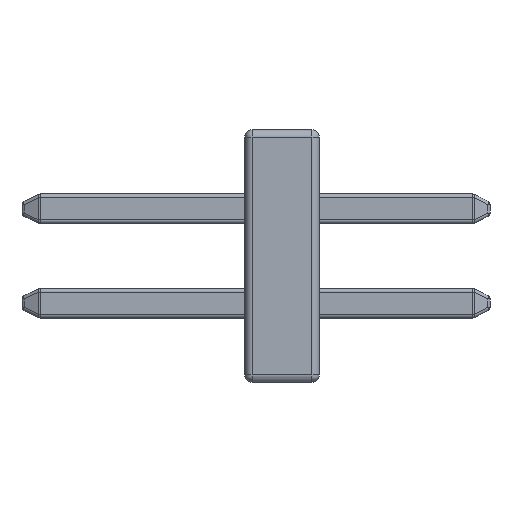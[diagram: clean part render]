
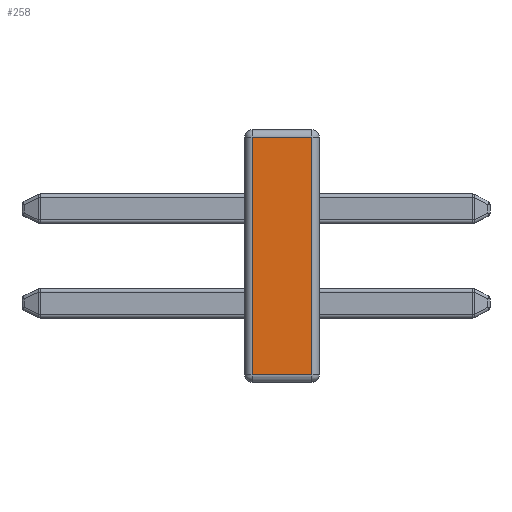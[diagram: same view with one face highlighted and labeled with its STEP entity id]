
A CAD part, left-side view. The second image highlights one B-rep face of the part: STEP entity #258.
In plain terms, the highlighted planar face has unit normal (-1, 0, 0).
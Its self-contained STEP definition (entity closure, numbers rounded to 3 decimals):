
#183 = CARTESIAN_POINT ( 'NONE',  ( -0.635, 0.4, -1.7 ) ) ;
#258 = ADVANCED_FACE ( 'NONE', ( #5321 ), #5197, .F. ) ;
#531 = CARTESIAN_POINT ( 'NONE',  ( -0.635, -0.4, -1.6 ) ) ;
#622 = DIRECTION ( 'NONE',  ( 0., 0., -1. ) ) ;
#843 = ORIENTED_EDGE ( 'NONE', *, *, #2115, .T. ) ;
#978 = VERTEX_POINT ( 'NONE', #4949 ) ;
#1154 = VERTEX_POINT ( 'NONE', #531 ) ;
#1338 = CARTESIAN_POINT ( 'NONE',  ( -0.635, -0.4, 0. ) ) ;
#1400 = CARTESIAN_POINT ( 'NONE',  ( -0.635, 0., 0. ) ) ;
#1463 = ORIENTED_EDGE ( 'NONE', *, *, #3056, .T. ) ;
#1478 = VERTEX_POINT ( 'NONE', #5437 ) ;
#1584 = LINE ( 'NONE', #1338, #3583 ) ;
#1820 = DIRECTION ( 'NONE',  ( 0., 1., 0. ) ) ;
#1852 = AXIS2_PLACEMENT_3D ( 'NONE', #1400, #4374, #1820 ) ;
#2115 = EDGE_CURVE ( 'NONE', #1478, #1154, #4680, .T. ) ;
#2432 = VERTEX_POINT ( 'NONE', #5240 ) ;
#2522 = VECTOR ( 'NONE', #2685, 1000. ) ;
#2618 = VECTOR ( 'NONE', #622, 1000. ) ;
#2669 = CARTESIAN_POINT ( 'NONE',  ( -0.635, 0.5, 1.6 ) ) ;
#2685 = DIRECTION ( 'NONE',  ( 0., 1., 0. ) ) ;
#2849 = DIRECTION ( 'NONE',  ( 0., -1., 0. ) ) ;
#3040 = DIRECTION ( 'NONE',  ( 0., 0., 1. ) ) ;
#3056 = EDGE_CURVE ( 'NONE', #1154, #978, #1584, .T. ) ;
#3097 = EDGE_CURVE ( 'NONE', #978, #2432, #4766, .T. ) ;
#3432 = VECTOR ( 'NONE', #2849, 1000. ) ;
#3583 = VECTOR ( 'NONE', #3040, 1000. ) ;
#3770 = LINE ( 'NONE', #183, #2618 ) ;
#3796 = EDGE_CURVE ( 'NONE', #2432, #1478, #3770, .T. ) ;
#4277 = EDGE_LOOP ( 'NONE', ( #4930, #843, #1463, #4673 ) ) ;
#4341 = CARTESIAN_POINT ( 'NONE',  ( -0.635, 0., -1.6 ) ) ;
#4374 = DIRECTION ( 'NONE',  ( 1., 0., 0. ) ) ;
#4673 = ORIENTED_EDGE ( 'NONE', *, *, #3097, .T. ) ;
#4680 = LINE ( 'NONE', #4341, #3432 ) ;
#4766 = LINE ( 'NONE', #2669, #2522 ) ;
#4930 = ORIENTED_EDGE ( 'NONE', *, *, #3796, .T. ) ;
#4949 = CARTESIAN_POINT ( 'NONE',  ( -0.635, -0.4, 1.6 ) ) ;
#5197 = PLANE ( 'NONE',  #1852 ) ;
#5240 = CARTESIAN_POINT ( 'NONE',  ( -0.635, 0.4, 1.6 ) ) ;
#5321 = FACE_OUTER_BOUND ( 'NONE', #4277, .T. ) ;
#5437 = CARTESIAN_POINT ( 'NONE',  ( -0.635, 0.4, -1.6 ) ) ;
